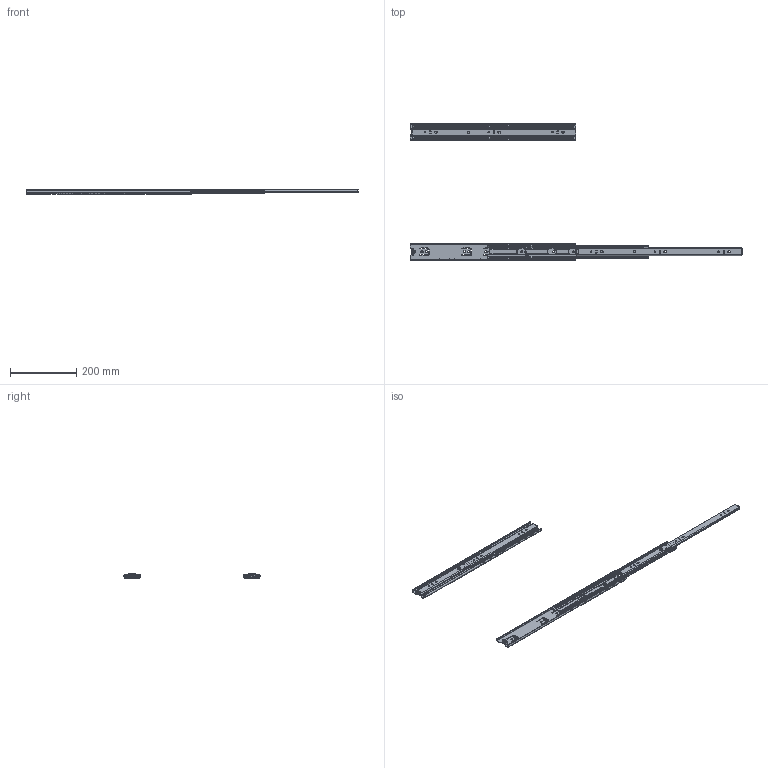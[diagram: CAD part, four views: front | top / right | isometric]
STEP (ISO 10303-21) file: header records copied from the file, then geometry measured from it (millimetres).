
FILE_DESCRIPTION(/* description */ (''),/* implementation_level */ '2;1');
FILE_NAME(/* name */ 'DZ3932-0050.stp',/* time_stamp */ '2021-12-03T12:37:46+00:00',/* author */ ('kchown'),/* organization */ (''),/* preprocessor_version */ 'ST-DEVELOPER v18',/* originating_system */ 'Autodesk Inventor 2020',/* authorisation */ '');
FILE_SCHEMA (('AUTOMOTIVE_DESIGN { 1 0 10303 214 3 1 1 }'));
Products named in the file (35): Accuride_3932-20; Accuride_3932-20_1; Accuride_3932-20_1_1; Accuride_3932-20_2; Accuride_3932-20_3; Accuride_3932-20_4; Accuride_3932-20_5; Accuride_3932-20_6; Accuride_3932-20_7; Accuride_3932-20_8; Accuride_3932-20_9; Accuride_3932-20_10; Accuride_3932-20_11; Accuride_3932-20_12; Accuride_3932-20_13; Accuride_3932-20_14; Accuride_3932-20_15; Accuride_3932-20_16; Accuride_3932-20_17; Accuride_3932-20_18; Accuride_3932-20_19; Accuride_3932-20_20; Accuride_3932-20_21; Accuride_3932-20_22; Accuride_3932-20_23; Accuride_3932-20_24; Accuride_3932-20_25; Accuride_3932-20_26; Accuride_3932-20_27; Accuride_3932-20_28; Accuride_3932-20_29; Accuride_3932-20_30; Accuride_3932-20_31; Accuride_3932-20_32; Accuride_3932-20_33
Assembly tree (34 placements, depth 2):
  Accuride_3932-20
    Accuride_3932-20_1
    Accuride_3932-20_1_1
    Accuride_3932-20_2
    Accuride_3932-20_3
    Accuride_3932-20_4
    Accuride_3932-20_5
    Accuride_3932-20_6
    Accuride_3932-20_7
    Accuride_3932-20_8
    Accuride_3932-20_9
    Accuride_3932-20_10
    Accuride_3932-20_11
    Accuride_3932-20_12
    Accuride_3932-20_13
    Accuride_3932-20_14
    Accuride_3932-20_15
    Accuride_3932-20_16
    Accuride_3932-20_17
    Accuride_3932-20_18
    Accuride_3932-20_19
    Accuride_3932-20_20
    Accuride_3932-20_21
    Accuride_3932-20_22
    Accuride_3932-20_23
    Accuride_3932-20_24
    Accuride_3932-20_25
    Accuride_3932-20_26
    Accuride_3932-20_27
    Accuride_3932-20_28
    Accuride_3932-20_29
    Accuride_3932-20_30
    Accuride_3932-20_31
    Accuride_3932-20_32
    Accuride_3932-20_33
Bounding box: 1000.44 x 411.26 x 12.7 mm (x, y, z)
Volume: 298432.6 mm3; surface area: 407184 mm2
Topology: 34 solids, 34 shells, 1766 faces, 6002 edges, 3998 vertices
Faces by surface type: cylinder 898, plane 766, bspline 98, sphere 4
Full cylindrical faces by diameter (mm): 4.2 x4, 4.4 x6, 4.5 x4, 5.6 x80, 5.7 x2, 6.2 x12, 7.5 x2, 8.5 x2
Entity records: 106668 total; most frequent: CARTESIAN_POINT 52412, ORIENTED_EDGE 12004, DIRECTION 10474, EDGE_CURVE 6002, VERTEX_POINT 3998, AXIS2_PLACEMENT_3D 3601, LINE 3272, VECTOR 3272
